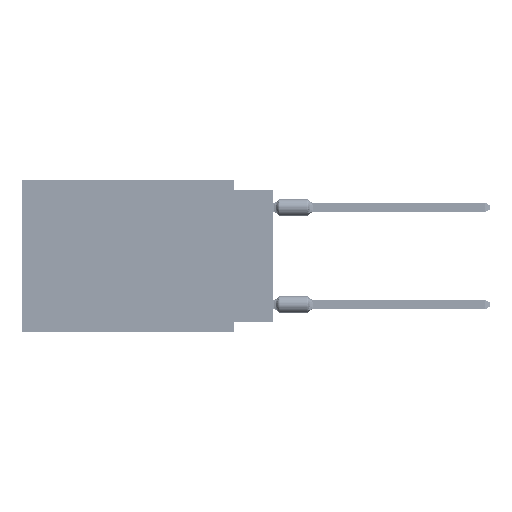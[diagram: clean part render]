
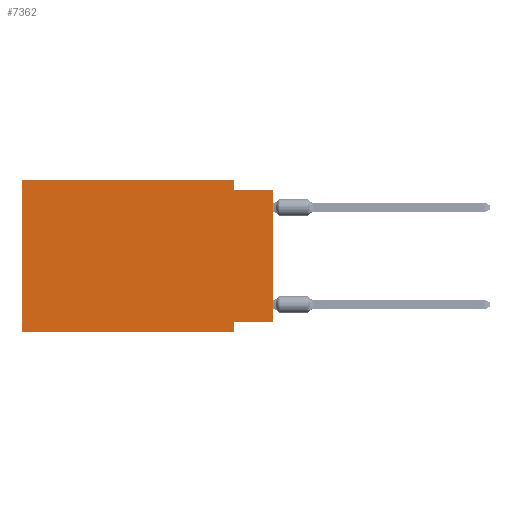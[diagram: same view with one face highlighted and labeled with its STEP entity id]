
A CAD part, left-side view. The second image highlights one B-rep face of the part: STEP entity #7362.
In plain terms, the highlighted planar face has unit normal (-1, 0, 0).
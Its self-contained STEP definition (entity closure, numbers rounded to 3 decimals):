
#102 = CARTESIAN_POINT ( 'NONE',  ( 0., 2.54, -9.906 ) ) ;
#1851 = EDGE_CURVE ( 'NONE', #72469, #68402, #34481, .T. ) ;
#3984 = EDGE_CURVE ( 'NONE', #38538, #25950, #4469, .T. ) ;
#4469 = LINE ( 'NONE', #9848, #8840 ) ;
#5499 = EDGE_CURVE ( 'NONE', #68402, #28818, #19793, .T. ) ;
#6645 = VECTOR ( 'NONE', #71921, 1000. ) ;
#7362 = ADVANCED_FACE ( 'NONE', ( #32417 ), #20480, .F. ) ;
#8840 = VECTOR ( 'NONE', #57165, 1000. ) ;
#8847 = VERTEX_POINT ( 'NONE', #68627 ) ;
#9848 = CARTESIAN_POINT ( 'NONE',  ( 0., 16.383, -9.906 ) ) ;
#9986 = CARTESIAN_POINT ( 'NONE',  ( 0., 0., -0.635 ) ) ;
#10068 = ORIENTED_EDGE ( 'NONE', *, *, #3984, .T. ) ;
#10789 = VECTOR ( 'NONE', #73634, 1000. ) ;
#12788 = EDGE_CURVE ( 'NONE', #8847, #25950, #66531, .T. ) ;
#14029 = CARTESIAN_POINT ( 'NONE',  ( 0., 2.54, 0. ) ) ;
#15157 = DIRECTION ( 'NONE',  ( 0., 0., -1. ) ) ;
#17057 = VERTEX_POINT ( 'NONE', #72358 ) ;
#17098 = VECTOR ( 'NONE', #29477, 1000. ) ;
#18848 = VECTOR ( 'NONE', #15157, 1000. ) ;
#19182 = EDGE_LOOP ( 'NONE', ( #34983, #46196, #33909, #45052, #35595, #10068, #41045, #19449 ) ) ;
#19449 = ORIENTED_EDGE ( 'NONE', *, *, #23956, .F. ) ;
#19793 = LINE ( 'NONE', #14029, #18848 ) ;
#20480 = PLANE ( 'NONE',  #53684 ) ;
#20811 = CARTESIAN_POINT ( 'NONE',  ( 0., 16.383, 0. ) ) ;
#22148 = EDGE_CURVE ( 'NONE', #38538, #72469, #50950, .T. ) ;
#23956 = EDGE_CURVE ( 'NONE', #58349, #8847, #47153, .T. ) ;
#25000 = CARTESIAN_POINT ( 'NONE',  ( 0., 2.54, -9.906 ) ) ;
#25224 = VECTOR ( 'NONE', #52292, 1000. ) ;
#25950 = VERTEX_POINT ( 'NONE', #102 ) ;
#27021 = CARTESIAN_POINT ( 'NONE',  ( 0., 16.383, 0. ) ) ;
#28818 = VERTEX_POINT ( 'NONE', #68929 ) ;
#29477 = DIRECTION ( 'NONE',  ( 0., 1., 0. ) ) ;
#29669 = VECTOR ( 'NONE', #59197, 1000. ) ;
#31309 = CARTESIAN_POINT ( 'NONE',  ( 0., 0., -9.271 ) ) ;
#32133 = EDGE_CURVE ( 'NONE', #28818, #17057, #56919, .T. ) ;
#32417 = FACE_OUTER_BOUND ( 'NONE', #19182, .T. ) ;
#33909 = ORIENTED_EDGE ( 'NONE', *, *, #5499, .F. ) ;
#34481 = LINE ( 'NONE', #52546, #73743 ) ;
#34983 = ORIENTED_EDGE ( 'NONE', *, *, #56262, .T. ) ;
#35595 = ORIENTED_EDGE ( 'NONE', *, *, #22148, .F. ) ;
#38538 = VERTEX_POINT ( 'NONE', #71539 ) ;
#40611 = DIRECTION ( 'NONE',  ( 0., -1., 0. ) ) ;
#41045 = ORIENTED_EDGE ( 'NONE', *, *, #12788, .F. ) ;
#42136 = CARTESIAN_POINT ( 'NONE',  ( 0., 0., -9.271 ) ) ;
#42638 = LINE ( 'NONE', #72253, #29669 ) ;
#45052 = ORIENTED_EDGE ( 'NONE', *, *, #1851, .F. ) ;
#46196 = ORIENTED_EDGE ( 'NONE', *, *, #32133, .F. ) ;
#47153 = LINE ( 'NONE', #42136, #17098 ) ;
#50177 = CARTESIAN_POINT ( 'NONE',  ( 0., 16.383, 0. ) ) ;
#50950 = LINE ( 'NONE', #50177, #10789 ) ;
#52292 = DIRECTION ( 'NONE',  ( 0., -1., 0. ) ) ;
#52546 = CARTESIAN_POINT ( 'NONE',  ( 0., 16.383, 0. ) ) ;
#53684 = AXIS2_PLACEMENT_3D ( 'NONE', #27021, #73171, #67413 ) ;
#56262 = EDGE_CURVE ( 'NONE', #58349, #17057, #42638, .T. ) ;
#56919 = LINE ( 'NONE', #9986, #25224 ) ;
#57165 = DIRECTION ( 'NONE',  ( 0., -1., 0. ) ) ;
#58349 = VERTEX_POINT ( 'NONE', #31309 ) ;
#59197 = DIRECTION ( 'NONE',  ( 0., 0., 1. ) ) ;
#66531 = LINE ( 'NONE', #25000, #6645 ) ;
#67413 = DIRECTION ( 'NONE',  ( 0., 0., -1. ) ) ;
#68402 = VERTEX_POINT ( 'NONE', #71360 ) ;
#68627 = CARTESIAN_POINT ( 'NONE',  ( 0., 2.54, -9.271 ) ) ;
#68929 = CARTESIAN_POINT ( 'NONE',  ( 0., 2.54, -0.635 ) ) ;
#71360 = CARTESIAN_POINT ( 'NONE',  ( 0., 2.54, 0. ) ) ;
#71539 = CARTESIAN_POINT ( 'NONE',  ( 0., 16.383, -9.906 ) ) ;
#71921 = DIRECTION ( 'NONE',  ( 0., 0., -1. ) ) ;
#72253 = CARTESIAN_POINT ( 'NONE',  ( 0., 0., 0. ) ) ;
#72358 = CARTESIAN_POINT ( 'NONE',  ( 0., 0., -0.635 ) ) ;
#72469 = VERTEX_POINT ( 'NONE', #20811 ) ;
#73171 = DIRECTION ( 'NONE',  ( 1., 0., 0. ) ) ;
#73634 = DIRECTION ( 'NONE',  ( 0., 0., 1. ) ) ;
#73743 = VECTOR ( 'NONE', #40611, 1000. ) ;
